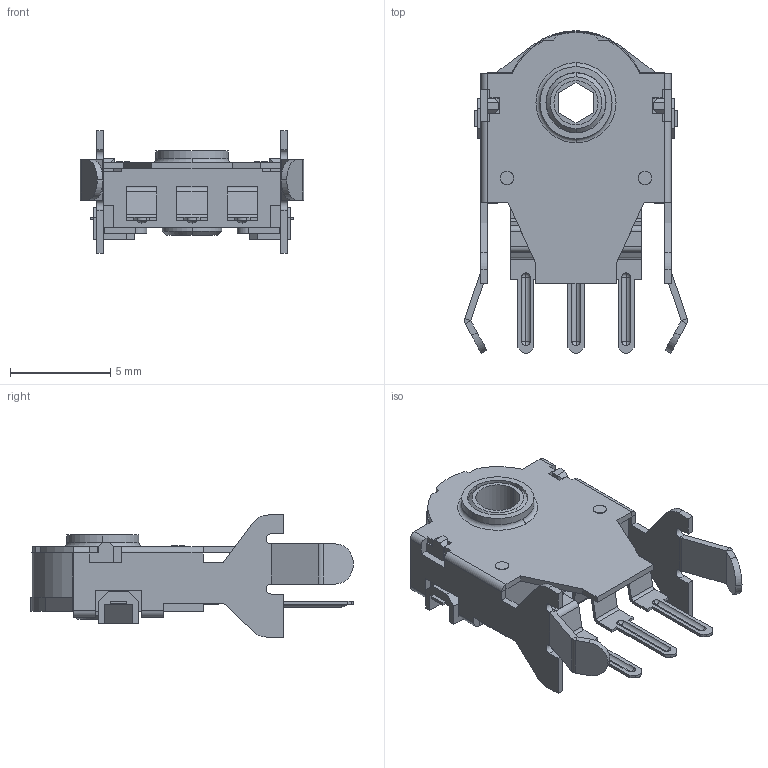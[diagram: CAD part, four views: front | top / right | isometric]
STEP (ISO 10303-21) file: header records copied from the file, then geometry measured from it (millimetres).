
FILE_DESCRIPTION(('STEP AP242'),'1');
FILE_NAME('ec10e1220501.stp','2021-03-19T01:39:03',('TraceParts'),('TraceParts S.A.'),'Spatial InterOp 3D',' ',' ');
FILE_SCHEMA(('AP242_MANAGED_MODEL_BASED_3D_ENGINEERING_MIM_LF {1 0 10303 442 1 1 4}'));
Length unit declared in the file: millimetre
Products named in the file (1): ec10e1220501
Bounding box: 11.14 x 16.1 x 6.1 mm (x, y, z)
Volume: 249.1 mm3; surface area: 567.6 mm2
Topology: 1 solids, 1 shells, 413 faces, 1109 edges, 696 vertices
Faces by surface type: plane 288, cylinder 91, sphere 24, cone 8, torus 2
Entity records: 15990 total; most frequent: CARTESIAN_POINT 2221, ORIENTED_EDGE 2194, DIRECTION 2155, EDGE_CURVE 1097, LINE 859, VECTOR 859, VERTEX_POINT 698, AXIS2_PLACEMENT_3D 648
